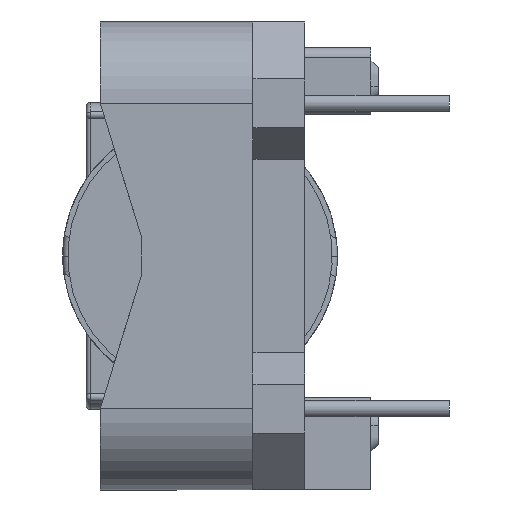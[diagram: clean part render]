
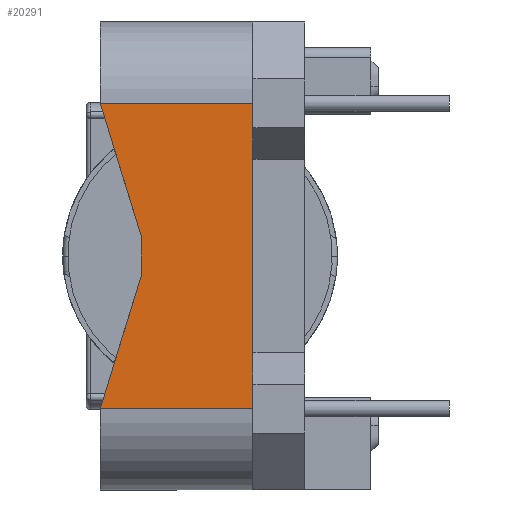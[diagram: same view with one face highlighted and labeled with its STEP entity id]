
A CAD part, left-side view. The second image highlights one B-rep face of the part: STEP entity #20291.
In plain terms, the highlighted planar face has unit normal (-1, 0, 0).
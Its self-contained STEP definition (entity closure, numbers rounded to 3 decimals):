
#1 = VECTOR ( 'NONE', #11623, 1000. ) ;
#248 = LINE ( 'NONE', #18261, #23939 ) ;
#590 = VECTOR ( 'NONE', #16268, 1000. ) ;
#854 = VERTEX_POINT ( 'NONE', #10179 ) ;
#1270 = DIRECTION ( 'NONE',  ( 0., 0.294, 0.956 ) ) ;
#1598 = ORIENTED_EDGE ( 'NONE', *, *, #23056, .F. ) ;
#2227 = VERTEX_POINT ( 'NONE', #11926 ) ;
#2753 = AXIS2_PLACEMENT_3D ( 'NONE', #19364, #23209, #3922 ) ;
#2862 = CARTESIAN_POINT ( 'NONE',  ( -9.437, 5.176, -7.5 ) ) ;
#3605 = EDGE_CURVE ( 'NONE', #23087, #2227, #16795, .T. ) ;
#3922 = DIRECTION ( 'NONE',  ( 0., 0., -1. ) ) ;
#4214 = LINE ( 'NONE', #5556, #1 ) ;
#4610 = LINE ( 'NONE', #14311, #4916 ) ;
#4661 = LINE ( 'NONE', #16890, #19054 ) ;
#4916 = VECTOR ( 'NONE', #16586, 1000. ) ;
#5093 = CARTESIAN_POINT ( 'NONE',  ( -9.437, -2.324, 0. ) ) ;
#5556 = CARTESIAN_POINT ( 'NONE',  ( -9.437, -2.324, 0. ) ) ;
#5728 = LINE ( 'NONE', #2862, #590 ) ;
#6075 = ORIENTED_EDGE ( 'NONE', *, *, #11476, .F. ) ;
#6247 = EDGE_CURVE ( 'NONE', #22776, #854, #5728, .T. ) ;
#6283 = VECTOR ( 'NONE', #21430, 1000. ) ;
#6331 = ORIENTED_EDGE ( 'NONE', *, *, #6247, .F. ) ;
#7175 = ORIENTED_EDGE ( 'NONE', *, *, #3605, .T. ) ;
#7318 = DIRECTION ( 'NONE',  ( 0., 0., 1. ) ) ;
#7387 = FACE_OUTER_BOUND ( 'NONE', #20739, .T. ) ;
#9508 = CARTESIAN_POINT ( 'NONE',  ( -9.437, 5.176, -7.5 ) ) ;
#10179 = CARTESIAN_POINT ( 'NONE',  ( -9.437, 3.176, -1. ) ) ;
#10566 = EDGE_CURVE ( 'NONE', #854, #18444, #4610, .T. ) ;
#11318 = DIRECTION ( 'NONE',  ( 0., -1., 0. ) ) ;
#11476 = EDGE_CURVE ( 'NONE', #18444, #20421, #248, .T. ) ;
#11623 = DIRECTION ( 'NONE',  ( 0., 0., 1. ) ) ;
#11920 = CARTESIAN_POINT ( 'NONE',  ( -9.437, 5.176, -7.5 ) ) ;
#11926 = CARTESIAN_POINT ( 'NONE',  ( -9.437, -2.324, -4.75 ) ) ;
#12804 = DIRECTION ( 'NONE',  ( 0., -1., 0. ) ) ;
#14311 = CARTESIAN_POINT ( 'NONE',  ( -9.437, 3.176, -1. ) ) ;
#14343 = EDGE_CURVE ( 'NONE', #15946, #21441, #4661, .T. ) ;
#14583 = ORIENTED_EDGE ( 'NONE', *, *, #24297, .T. ) ;
#14883 = VECTOR ( 'NONE', #12804, 1000. ) ;
#15315 = LINE ( 'NONE', #9508, #23109 ) ;
#15407 = PLANE ( 'NONE',  #2753 ) ;
#15946 = VERTEX_POINT ( 'NONE', #20883 ) ;
#16268 = DIRECTION ( 'NONE',  ( 0., -0.294, 0.956 ) ) ;
#16346 = LINE ( 'NONE', #16653, #14883 ) ;
#16586 = DIRECTION ( 'NONE',  ( 0., 0., 1. ) ) ;
#16653 = CARTESIAN_POINT ( 'NONE',  ( -9.437, 5.176, 7.5 ) ) ;
#16795 = LINE ( 'NONE', #5093, #6283 ) ;
#16890 = CARTESIAN_POINT ( 'NONE',  ( -9.437, -2.324, 0. ) ) ;
#16931 = CARTESIAN_POINT ( 'NONE',  ( -9.437, 3.176, 1. ) ) ;
#18261 = CARTESIAN_POINT ( 'NONE',  ( -9.437, 5.176, 7.5 ) ) ;
#18444 = VERTEX_POINT ( 'NONE', #16931 ) ;
#19054 = VECTOR ( 'NONE', #7318, 1000. ) ;
#19364 = CARTESIAN_POINT ( 'NONE',  ( -9.437, 5.176, 0. ) ) ;
#20291 = ADVANCED_FACE ( 'NONE', ( #7387 ), #15407, .F. ) ;
#20421 = VERTEX_POINT ( 'NONE', #23765 ) ;
#20600 = CARTESIAN_POINT ( 'NONE',  ( -9.437, -2.324, -7.5 ) ) ;
#20739 = EDGE_LOOP ( 'NONE', ( #7175, #14583, #24179, #1598, #6075, #21750, #6331, #23413 ) ) ;
#20883 = CARTESIAN_POINT ( 'NONE',  ( -9.437, -2.324, 4.75 ) ) ;
#21430 = DIRECTION ( 'NONE',  ( 0., 0., 1. ) ) ;
#21441 = VERTEX_POINT ( 'NONE', #22901 ) ;
#21750 = ORIENTED_EDGE ( 'NONE', *, *, #10566, .F. ) ;
#22007 = EDGE_CURVE ( 'NONE', #22776, #23087, #15315, .T. ) ;
#22776 = VERTEX_POINT ( 'NONE', #11920 ) ;
#22901 = CARTESIAN_POINT ( 'NONE',  ( -9.437, -2.324, 7.5 ) ) ;
#23056 = EDGE_CURVE ( 'NONE', #20421, #21441, #16346, .T. ) ;
#23087 = VERTEX_POINT ( 'NONE', #20600 ) ;
#23109 = VECTOR ( 'NONE', #11318, 1000. ) ;
#23209 = DIRECTION ( 'NONE',  ( 1., 0., 0. ) ) ;
#23413 = ORIENTED_EDGE ( 'NONE', *, *, #22007, .T. ) ;
#23765 = CARTESIAN_POINT ( 'NONE',  ( -9.437, 5.176, 7.5 ) ) ;
#23939 = VECTOR ( 'NONE', #1270, 1000. ) ;
#24179 = ORIENTED_EDGE ( 'NONE', *, *, #14343, .T. ) ;
#24297 = EDGE_CURVE ( 'NONE', #2227, #15946, #4214, .T. ) ;
